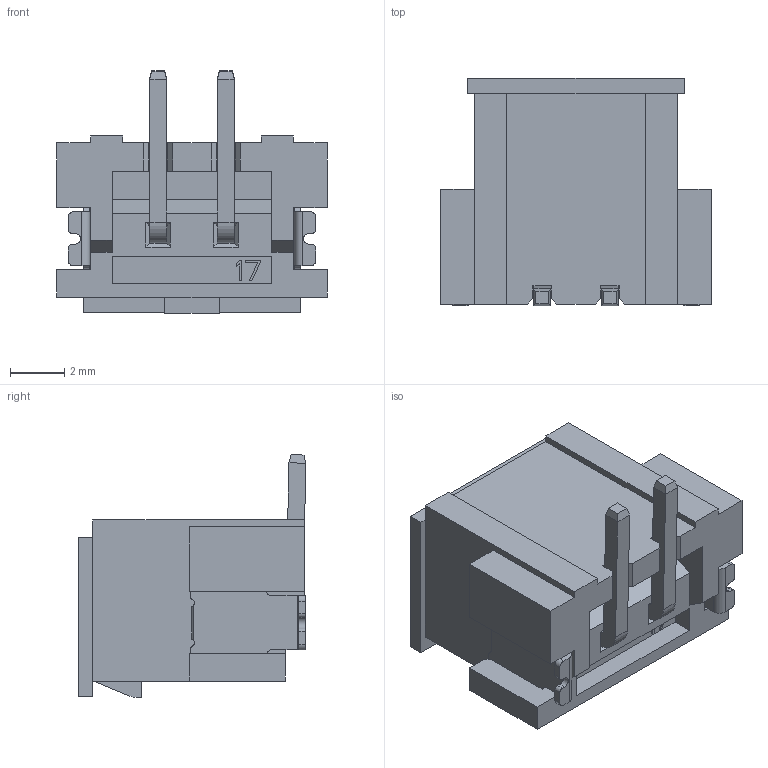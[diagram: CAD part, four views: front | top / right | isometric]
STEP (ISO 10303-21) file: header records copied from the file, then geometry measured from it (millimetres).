
FILE_DESCRIPTION((''),'2;1');
FILE_NAME('250-WTB-M-ST-SMT-CONN-2P','2022-03-04T16:25:38',('Administrator'),(''),'CREO PARAMETRIC BY PTC INC, 2020033','CREO PARAMETRIC BY PTC INC, 2020033','');
FILE_SCHEMA(('CONFIG_CONTROL_DESIGN'));
Length unit declared in the file: millimetre
Products named in the file (1): 250-WTB-M-ST-SMT-CONN-2P
Bounding box: 10 x 8.42 x 8.96 mm (x, y, z)
Volume: 264.7 mm3; surface area: 779.5 mm2
Topology: 1 solids, 1 shells, 291 faces, 861 edges, 560 vertices
Faces by surface type: plane 238, cylinder 53
Entity records: 9657 total; most frequent: CARTESIAN_POINT 1730, ORIENTED_EDGE 1722, DIRECTION 1549, EDGE_CURVE 861, VECTOR 739, LINE 739, VERTEX_POINT 560, AXIS2_PLACEMENT_3D 405
